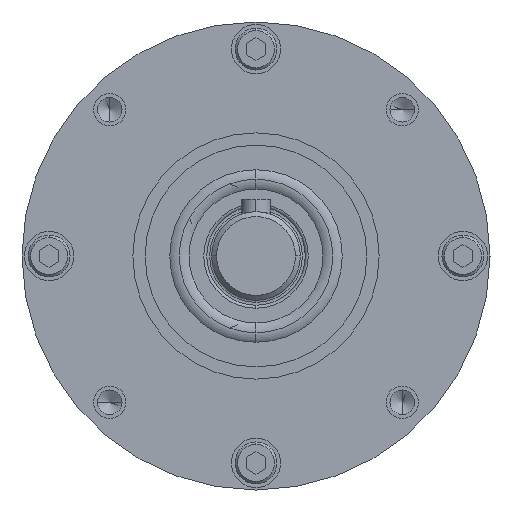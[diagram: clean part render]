
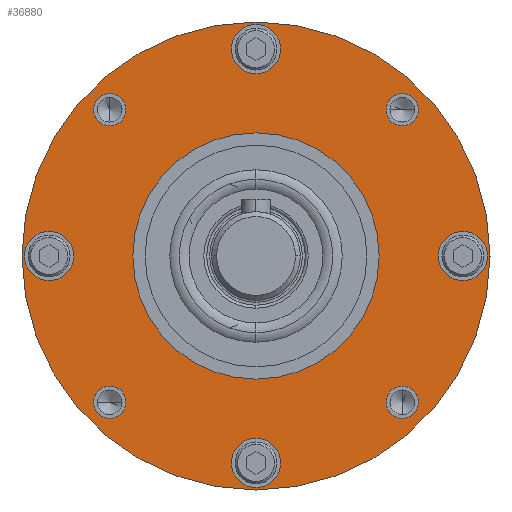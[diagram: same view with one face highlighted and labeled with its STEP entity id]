
A CAD part, left-side view. The second image highlights one B-rep face of the part: STEP entity #36880.
In plain terms, the highlighted planar face has unit normal (-1, 0, 0).
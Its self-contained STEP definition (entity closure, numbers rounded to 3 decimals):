
#35200=CARTESIAN_POINT('',(21.,-25.,0.));
#35210=VERTEX_POINT('',#35200);
#35240=CARTESIAN_POINT('',(21.,0.,0.));
#35250=DIRECTION('',(-1.,0.,0.));
#35260=DIRECTION('',(0.,-1.,0.));
#35270=AXIS2_PLACEMENT_3D('',#35240,#35250,#35260);
#35280=CIRCLE('',#35270,25.);
#35290=CARTESIAN_POINT('',(21.,25.,0.));
#35300=VERTEX_POINT('',#35290);
#35310=EDGE_CURVE('',#35300,#35210,#35280,.T.);
#35430=CARTESIAN_POINT('',(21.,24.348,
9.492));
#35440=DIRECTION('',(-1.,0.,0.));
#35450=DIRECTION('',(0.,1.,0.));
#35460=AXIS2_PLACEMENT_3D('',#35430,#35440,#35450);
#35470=PLANE('',#35460);
#35480=CARTESIAN_POINT('',(21.,0.,0.));
#35490=DIRECTION('',(-1.,0.,0.));
#35500=DIRECTION('',(0.,1.,0.));
#35510=AXIS2_PLACEMENT_3D('',#35480,#35490,#35500);
#35520=CIRCLE('',#35510,47.5);
#35530=CARTESIAN_POINT('',(21.,47.5,0.));
#35540=VERTEX_POINT('',#35530);
#35550=CARTESIAN_POINT('',(21.,-47.5,0.)
);
#35560=VERTEX_POINT('',#35550);
#35570=EDGE_CURVE('',#35540,#35560,#35520,.T.);
#35580=ORIENTED_EDGE('',*,*,#35570,.T.);
#35590=EDGE_CURVE('',#35560,#35540,#35520,.T.);
#35600=ORIENTED_EDGE('',*,*,#35590,.T.);
#35610=EDGE_LOOP('',(#35600,#35580));
#35620=FACE_OUTER_BOUND('',#35610,.T.);
#35630=EDGE_CURVE('',#35210,#35300,#35280,.T.);
#35640=ORIENTED_EDGE('',*,*,#35630,.F.);
#35650=ORIENTED_EDGE('',*,*,#35310,.F.);
#35660=EDGE_LOOP('',(#35650,#35640));
#35670=FACE_BOUND('',#35660,.T.);
#35680=CARTESIAN_POINT('',(21.,29.698,
29.698));
#35690=DIRECTION('',(-1.,0.,0.));
#35700=DIRECTION('',(-0.,0.,-1.));
#35710=AXIS2_PLACEMENT_3D('',#35680,#35690,#35700);
#35720=CIRCLE('',#35710,3.3);
#35730=CARTESIAN_POINT('',(21.,29.698,
26.398));
#35740=VERTEX_POINT('',#35730);
#35750=CARTESIAN_POINT('',(21.,29.698,
32.998));
#35760=VERTEX_POINT('',#35750);
#35770=EDGE_CURVE('',#35740,#35760,#35720,.T.);
#35780=ORIENTED_EDGE('',*,*,#35770,.F.);
#35790=EDGE_CURVE('',#35760,#35740,#35720,.T.);
#35800=ORIENTED_EDGE('',*,*,#35790,.F.);
#35810=EDGE_LOOP('',(#35800,#35780));
#35820=FACE_BOUND('',#35810,.T.);
#35830=CARTESIAN_POINT('',(21.,-29.698,
29.698));
#35840=DIRECTION('',(-1.,0.,0.));
#35850=DIRECTION('',(0.,1.,0.));
#35860=AXIS2_PLACEMENT_3D('',#35830,#35840,#35850);
#35870=CIRCLE('',#35860,3.3);
#35880=CARTESIAN_POINT('',(21.,-26.398,
29.698));
#35890=VERTEX_POINT('',#35880);
#35900=CARTESIAN_POINT('',(21.,-32.998,
29.698));
#35910=VERTEX_POINT('',#35900);
#35920=EDGE_CURVE('',#35890,#35910,#35870,.T.);
#35930=ORIENTED_EDGE('',*,*,#35920,.F.);
#35940=EDGE_CURVE('',#35910,#35890,#35870,.T.);
#35950=ORIENTED_EDGE('',*,*,#35940,.F.);
#35960=EDGE_LOOP('',(#35950,#35930));
#35970=FACE_BOUND('',#35960,.T.);
#35980=CARTESIAN_POINT('',(21.,-29.698,
-29.698));
#35990=DIRECTION('',(-1.,0.,0.));
#36000=DIRECTION('',(0.,0.,1.));
#36010=AXIS2_PLACEMENT_3D('',#35980,#35990,#36000);
#36020=CIRCLE('',#36010,3.3);
#36030=CARTESIAN_POINT('',(21.,-29.698,
-26.398));
#36040=VERTEX_POINT('',#36030);
#36050=CARTESIAN_POINT('',(21.,-29.698,
-32.998));
#36060=VERTEX_POINT('',#36050);
#36070=EDGE_CURVE('',#36040,#36060,#36020,.T.);
#36080=ORIENTED_EDGE('',*,*,#36070,.F.);
#36090=EDGE_CURVE('',#36060,#36040,#36020,.T.);
#36100=ORIENTED_EDGE('',*,*,#36090,.F.);
#36110=EDGE_LOOP('',(#36100,#36080));
#36120=FACE_BOUND('',#36110,.T.);
#36130=CARTESIAN_POINT('',(21.,29.698,
-29.698));
#36140=DIRECTION('',(-1.,0.,0.));
#36150=DIRECTION('',(0.,-1.,0.));
#36160=AXIS2_PLACEMENT_3D('',#36130,#36140,#36150);
#36170=CIRCLE('',#36160,3.3);
#36180=CARTESIAN_POINT('',(21.,26.398,
-29.698));
#36190=VERTEX_POINT('',#36180);
#36200=CARTESIAN_POINT('',(21.,32.998,
-29.698));
#36210=VERTEX_POINT('',#36200);
#36220=EDGE_CURVE('',#36190,#36210,#36170,.T.);
#36230=ORIENTED_EDGE('',*,*,#36220,.F.);
#36240=EDGE_CURVE('',#36210,#36190,#36170,.T.);
#36250=ORIENTED_EDGE('',*,*,#36240,.F.);
#36260=EDGE_LOOP('',(#36250,#36230));
#36270=FACE_BOUND('',#36260,.T.);
#36280=CARTESIAN_POINT('',(21.,0.,42.));
#36290=DIRECTION('',(-1.,0.,0.));
#36300=DIRECTION('',(0.,1.,0.));
#36310=AXIS2_PLACEMENT_3D('',#36280,#36290,#36300);
#36320=CIRCLE('',#36310,5.);
#36330=CARTESIAN_POINT('',(21.,5.,42.));
#36340=VERTEX_POINT('',#36330);
#36350=CARTESIAN_POINT('',(21.,-5.,42.));
#36360=VERTEX_POINT('',#36350);
#36370=EDGE_CURVE('',#36340,#36360,#36320,.T.);
#36380=ORIENTED_EDGE('',*,*,#36370,.F.);
#36390=EDGE_CURVE('',#36360,#36340,#36320,.T.);
#36400=ORIENTED_EDGE('',*,*,#36390,.F.);
#36410=EDGE_LOOP('',(#36400,#36380));
#36420=FACE_BOUND('',#36410,.T.);
#36430=CARTESIAN_POINT('',(21.,42.,0.));
#36440=DIRECTION('',(-1.,0.,0.));
#36450=DIRECTION('',(-0.,0.,-1.));
#36460=AXIS2_PLACEMENT_3D('',#36430,#36440,#36450);
#36470=CIRCLE('',#36460,5.);
#36480=CARTESIAN_POINT('',(21.,42.,-5.));
#36490=VERTEX_POINT('',#36480);
#36500=CARTESIAN_POINT('',(21.,42.,5.));
#36510=VERTEX_POINT('',#36500);
#36520=EDGE_CURVE('',#36490,#36510,#36470,.T.);
#36530=ORIENTED_EDGE('',*,*,#36520,.F.);
#36540=EDGE_CURVE('',#36510,#36490,#36470,.T.);
#36550=ORIENTED_EDGE('',*,*,#36540,.F.);
#36560=EDGE_LOOP('',(#36550,#36530));
#36570=FACE_BOUND('',#36560,.T.);
#36580=CARTESIAN_POINT('',(21.,0.,-42.));
#36590=DIRECTION('',(-1.,0.,0.));
#36600=DIRECTION('',(0.,-1.,0.));
#36610=AXIS2_PLACEMENT_3D('',#36580,#36590,#36600);
#36620=CIRCLE('',#36610,5.);
#36630=CARTESIAN_POINT('',(21.,-5.,-42.));
#36640=VERTEX_POINT('',#36630);
#36650=CARTESIAN_POINT('',(21.,5.,-42.));
#36660=VERTEX_POINT('',#36650);
#36670=EDGE_CURVE('',#36640,#36660,#36620,.T.);
#36680=ORIENTED_EDGE('',*,*,#36670,.F.);
#36690=EDGE_CURVE('',#36660,#36640,#36620,.T.);
#36700=ORIENTED_EDGE('',*,*,#36690,.F.);
#36710=EDGE_LOOP('',(#36700,#36680));
#36720=FACE_BOUND('',#36710,.T.);
#36730=CARTESIAN_POINT('',(21.,-42.,0.));
#36740=DIRECTION('',(-1.,0.,0.));
#36750=DIRECTION('',(0.,0.,1.));
#36760=AXIS2_PLACEMENT_3D('',#36730,#36740,#36750);
#36770=CIRCLE('',#36760,5.);
#36780=CARTESIAN_POINT('',(21.,-42.,5.));
#36790=VERTEX_POINT('',#36780);
#36800=CARTESIAN_POINT('',(21.,-42.,-5.));
#36810=VERTEX_POINT('',#36800);
#36820=EDGE_CURVE('',#36790,#36810,#36770,.T.);
#36830=ORIENTED_EDGE('',*,*,#36820,.F.);
#36840=EDGE_CURVE('',#36810,#36790,#36770,.T.);
#36850=ORIENTED_EDGE('',*,*,#36840,.F.);
#36860=EDGE_LOOP('',(#36850,#36830));
#36870=FACE_BOUND('',#36860,.T.);
#36880=ADVANCED_FACE('',(#35620,#35670,#35820,#35970,#36120,#36270,
#36420,#36570,#36720,#36870),#35470,.T.);
